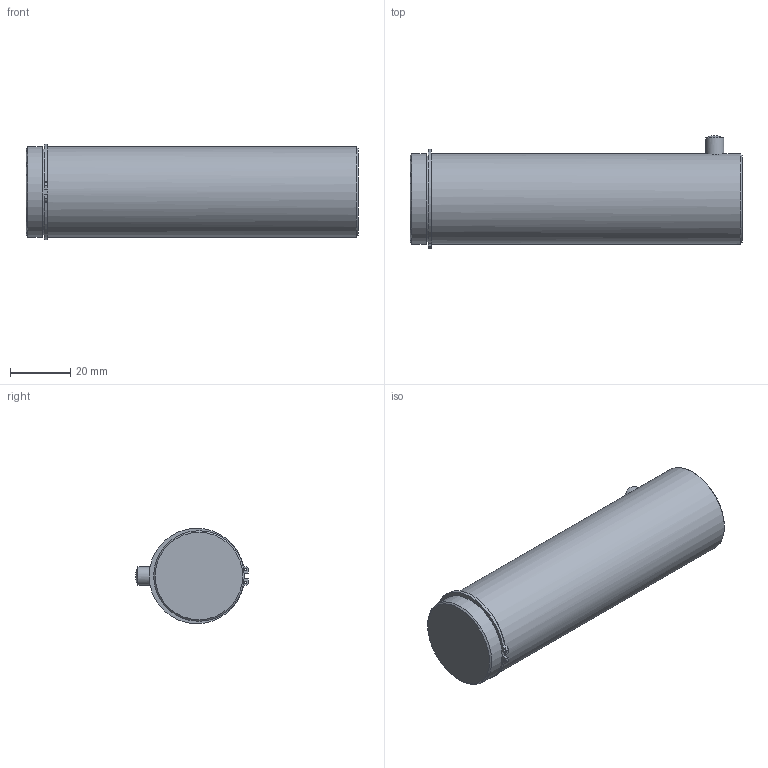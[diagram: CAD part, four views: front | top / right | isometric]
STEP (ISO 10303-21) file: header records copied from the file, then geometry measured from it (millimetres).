
FILE_DESCRIPTION( ( 'STEP AP214' ), '1' );
FILE_NAME( 'Pivot Pin, Spherical Bearing (AA6) PRS125S(00S).stp', '2020-05-11T11:53:29', ( 'License CC BY-ND 4.0' ), ( 'CADENAS' ), ' ', 'PARTsolutions', ' ' );
FILE_SCHEMA( ( 'AUTOMOTIVE_DESIGN { 1 0 10303 214 1 1 1 1 }' ) );
Length unit declared in the file: millimetre
Products named in the file (1): _Pivot Pin, Spherical Bearing (AA6) PRS125S(00S)
Bounding box: 110 x 37.4 x 31.59 mm (x, y, z)
Volume: 77934.5 mm3; surface area: 12134.8 mm2
Topology: 1 solids, 1 shells, 24 faces, 58 edges, 37 vertices
Faces by surface type: plane 12, cylinder 9, cone 2, bspline 1
Full cylindrical faces by diameter (mm): 0.81 x2, 6 x1, 28.6 x1, 30 x2
Entity records: 935 total; most frequent: CARTESIAN_POINT 196, DIRECTION 114, ORIENTED_EDGE 92, EDGE_CURVE 46, AXIS2_PLACEMENT_3D 45, EDGE_LOOP 38, VERTEX_POINT 35, FACE_OUTER_BOUND 30
